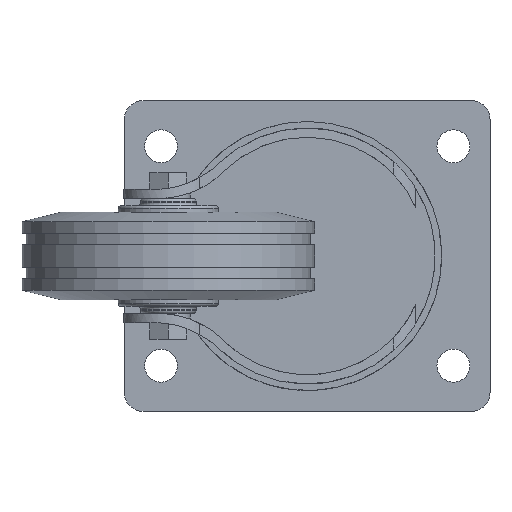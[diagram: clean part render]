
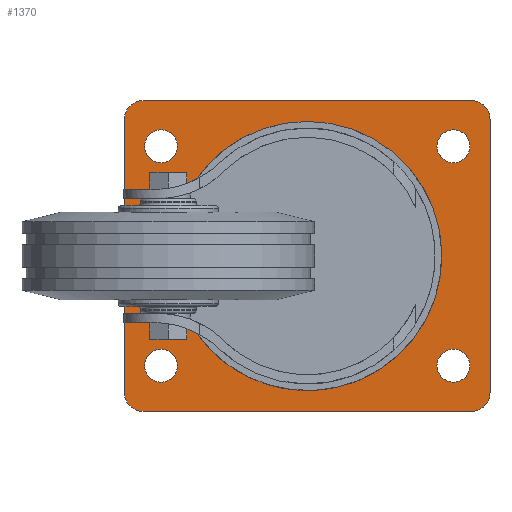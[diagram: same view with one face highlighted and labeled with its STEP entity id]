
A CAD part, front view. The second image highlights one B-rep face of the part: STEP entity #1370.
In plain terms, the highlighted planar face has unit normal (0, -1, 0).
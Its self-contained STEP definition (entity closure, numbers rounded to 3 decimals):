
#55=PLANE('',#1530);
#120=LINE('',#2318,#198);
#124=LINE('',#2330,#202);
#128=LINE('',#2342,#206);
#132=LINE('',#2373,#210);
#198=VECTOR('',#1802,1000.);
#202=VECTOR('',#1814,1000.);
#206=VECTOR('',#1826,1000.);
#210=VECTOR('',#1862,1000.);
#461=ORIENTED_EDGE('',*,*,#659,.F.);
#462=ORIENTED_EDGE('',*,*,#740,.T.);
#463=ORIENTED_EDGE('',*,*,#738,.T.);
#464=ORIENTED_EDGE('',*,*,#736,.T.);
#465=ORIENTED_EDGE('',*,*,#734,.T.);
#466=ORIENTED_EDGE('',*,*,#714,.F.);
#467=ORIENTED_EDGE('',*,*,#743,.F.);
#468=ORIENTED_EDGE('',*,*,#732,.F.);
#469=ORIENTED_EDGE('',*,*,#729,.F.);
#470=ORIENTED_EDGE('',*,*,#726,.F.);
#471=ORIENTED_EDGE('',*,*,#723,.F.);
#472=ORIENTED_EDGE('',*,*,#720,.F.);
#473=ORIENTED_EDGE('',*,*,#717,.F.);
#659=EDGE_CURVE('',#836,#836,#947,.F.);
#714=EDGE_CURVE('',#870,#871,#963,.T.);
#717=EDGE_CURVE('',#871,#873,#120,.T.);
#720=EDGE_CURVE('',#873,#875,#965,.T.);
#723=EDGE_CURVE('',#875,#877,#124,.T.);
#726=EDGE_CURVE('',#877,#879,#967,.T.);
#729=EDGE_CURVE('',#879,#881,#128,.T.);
#732=EDGE_CURVE('',#881,#883,#969,.T.);
#734=EDGE_CURVE('',#884,#884,#970,.T.);
#736=EDGE_CURVE('',#886,#886,#972,.T.);
#738=EDGE_CURVE('',#888,#888,#974,.T.);
#740=EDGE_CURVE('',#890,#890,#976,.T.);
#743=EDGE_CURVE('',#883,#870,#132,.T.);
#836=VERTEX_POINT('',#2177);
#870=VERTEX_POINT('',#2311);
#871=VERTEX_POINT('',#2313);
#873=VERTEX_POINT('',#2319);
#875=VERTEX_POINT('',#2325);
#877=VERTEX_POINT('',#2331);
#879=VERTEX_POINT('',#2337);
#881=VERTEX_POINT('',#2343);
#883=VERTEX_POINT('',#2349);
#884=VERTEX_POINT('',#2353);
#886=VERTEX_POINT('',#2358);
#888=VERTEX_POINT('',#2363);
#890=VERTEX_POINT('',#2368);
#947=CIRCLE('',#1457,36.799);
#963=CIRCLE('',#1504,5.1);
#965=CIRCLE('',#1508,5.1);
#967=CIRCLE('',#1512,5.1);
#969=CIRCLE('',#1516,5.1);
#970=CIRCLE('',#1518,4.5);
#972=CIRCLE('',#1521,4.5);
#974=CIRCLE('',#1524,4.5);
#976=CIRCLE('',#1527,4.5);
#1060=EDGE_LOOP('',(#461));
#1061=EDGE_LOOP('',(#462));
#1062=EDGE_LOOP('',(#463));
#1063=EDGE_LOOP('',(#464));
#1064=EDGE_LOOP('',(#465));
#1065=EDGE_LOOP('',(#466,#467,#468,#469,#470,#471,#472,#473));
#1204=FACE_BOUND('',#1060,.T.);
#1205=FACE_BOUND('',#1061,.T.);
#1206=FACE_BOUND('',#1062,.T.);
#1207=FACE_BOUND('',#1063,.T.);
#1208=FACE_BOUND('',#1064,.T.);
#1209=FACE_BOUND('',#1065,.T.);
#1370=ADVANCED_FACE('',(#1204,#1205,#1206,#1207,#1208,#1209),#55,.F.);
#1457=AXIS2_PLACEMENT_3D('',#2176,#1678,#1679);
#1504=AXIS2_PLACEMENT_3D('',#2312,#1796,#1797);
#1508=AXIS2_PLACEMENT_3D('',#2324,#1808,#1809);
#1512=AXIS2_PLACEMENT_3D('',#2336,#1820,#1821);
#1516=AXIS2_PLACEMENT_3D('',#2348,#1832,#1833);
#1518=AXIS2_PLACEMENT_3D('',#2352,#1837,#1838);
#1521=AXIS2_PLACEMENT_3D('',#2357,#1843,#1844);
#1524=AXIS2_PLACEMENT_3D('',#2362,#1849,#1850);
#1527=AXIS2_PLACEMENT_3D('',#2367,#1855,#1856);
#1530=AXIS2_PLACEMENT_3D('',#2374,#1863,#1864);
#1678=DIRECTION('',(0.,1.,0.));
#1679=DIRECTION('',(0.,0.,1.));
#1796=DIRECTION('',(0.,1.,0.));
#1797=DIRECTION('',(1.,0.,0.));
#1802=DIRECTION('',(0.,0.,1.));
#1808=DIRECTION('',(0.,1.,0.));
#1809=DIRECTION('',(1.,0.,0.));
#1814=DIRECTION('',(1.,0.,0.));
#1820=DIRECTION('',(0.,1.,0.));
#1821=DIRECTION('',(1.,0.,0.));
#1826=DIRECTION('',(0.,0.,-1.));
#1832=DIRECTION('',(0.,1.,0.));
#1833=DIRECTION('',(1.,0.,0.));
#1837=DIRECTION('',(0.,1.,0.));
#1838=DIRECTION('',(1.,0.,0.));
#1843=DIRECTION('',(0.,1.,0.));
#1844=DIRECTION('',(1.,0.,0.));
#1849=DIRECTION('',(0.,1.,0.));
#1850=DIRECTION('',(1.,0.,0.));
#1855=DIRECTION('',(0.,1.,0.));
#1856=DIRECTION('',(1.,0.,0.));
#1862=DIRECTION('',(-1.,0.,0.));
#1863=DIRECTION('',(0.,1.,0.));
#1864=DIRECTION('',(0.,0.,1.));
#2176=CARTESIAN_POINT('',(38.,59.427,0.));
#2177=CARTESIAN_POINT('',(38.,59.427,36.799));
#2311=CARTESIAN_POINT('',(-6.9,59.427,-42.5));
#2312=CARTESIAN_POINT('',(-6.9,59.427,-37.4));
#2313=CARTESIAN_POINT('',(-12.,59.427,-37.4));
#2318=CARTESIAN_POINT('',(-12.,59.427,-37.4));
#2319=CARTESIAN_POINT('',(-12.,59.427,37.4));
#2324=CARTESIAN_POINT('',(-6.9,59.427,37.4));
#2325=CARTESIAN_POINT('',(-6.9,59.427,42.5));
#2330=CARTESIAN_POINT('',(-6.9,59.427,42.5));
#2331=CARTESIAN_POINT('',(82.9,59.427,42.5));
#2336=CARTESIAN_POINT('',(82.9,59.427,37.4));
#2337=CARTESIAN_POINT('',(88.,59.427,37.4));
#2342=CARTESIAN_POINT('',(88.,59.427,37.4));
#2343=CARTESIAN_POINT('',(88.,59.427,-37.4));
#2348=CARTESIAN_POINT('',(82.9,59.427,-37.4));
#2349=CARTESIAN_POINT('',(82.9,59.427,-42.5));
#2352=CARTESIAN_POINT('',(78.,59.427,-30.));
#2353=CARTESIAN_POINT('',(82.5,59.427,-30.));
#2357=CARTESIAN_POINT('',(78.,59.427,30.));
#2358=CARTESIAN_POINT('',(82.5,59.427,30.));
#2362=CARTESIAN_POINT('',(-2.,59.427,-30.));
#2363=CARTESIAN_POINT('',(2.5,59.427,-30.));
#2367=CARTESIAN_POINT('',(-2.,59.427,30.));
#2368=CARTESIAN_POINT('',(2.5,59.427,30.));
#2373=CARTESIAN_POINT('',(82.9,59.427,-42.5));
#2374=CARTESIAN_POINT('',(-6.9,59.427,-37.4));
